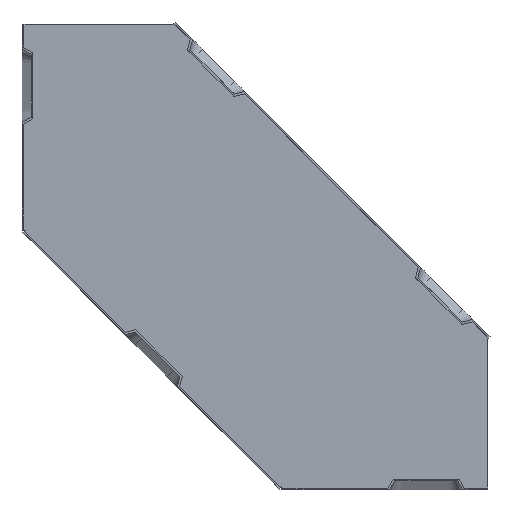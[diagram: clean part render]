
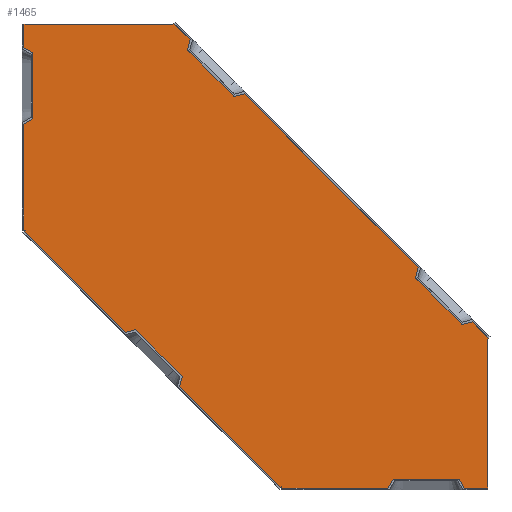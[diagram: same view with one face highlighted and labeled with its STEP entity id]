
A CAD part, front view. The second image highlights one B-rep face of the part: STEP entity #1465.
In plain terms, the highlighted planar face has unit normal (0, -1, 0).
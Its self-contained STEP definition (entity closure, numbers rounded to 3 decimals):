
#46=FACE_OUTER_BOUND('',#118,.T.);
#118=EDGE_LOOP('',(#994,#995,#996,#997,#998,#999,#1000,#1001,#1002,#1003,
#1004,#1005,#1006,#1007));
#249=LINE('',#2135,#419);
#271=LINE('',#2200,#441);
#276=LINE('',#2210,#446);
#277=LINE('',#2212,#447);
#278=LINE('',#2214,#448);
#279=LINE('',#2215,#449);
#280=LINE('',#2217,#450);
#281=LINE('',#2219,#451);
#282=LINE('',#2221,#452);
#283=LINE('',#2223,#453);
#284=LINE('',#2224,#454);
#285=LINE('',#2226,#455);
#286=LINE('',#2228,#456);
#287=LINE('',#2229,#457);
#419=VECTOR('',#1713,10.);
#441=VECTOR('',#1771,10.);
#446=VECTOR('',#1778,10.);
#447=VECTOR('',#1779,10.);
#448=VECTOR('',#1780,10.);
#449=VECTOR('',#1781,10.);
#450=VECTOR('',#1782,10.);
#451=VECTOR('',#1783,10.);
#452=VECTOR('',#1784,10.);
#453=VECTOR('',#1785,10.);
#454=VECTOR('',#1786,10.);
#455=VECTOR('',#1787,10.);
#456=VECTOR('',#1788,10.);
#457=VECTOR('',#1789,10.);
#593=VERTEX_POINT('',#2132);
#594=VERTEX_POINT('',#2134);
#618=VERTEX_POINT('',#2198);
#619=VERTEX_POINT('',#2199);
#622=VERTEX_POINT('',#2208);
#623=VERTEX_POINT('',#2209);
#624=VERTEX_POINT('',#2211);
#625=VERTEX_POINT('',#2213);
#626=VERTEX_POINT('',#2216);
#627=VERTEX_POINT('',#2218);
#628=VERTEX_POINT('',#2220);
#629=VERTEX_POINT('',#2222);
#630=VERTEX_POINT('',#2225);
#631=VERTEX_POINT('',#2227);
#735=EDGE_CURVE('',#593,#594,#249,.T.);
#767=EDGE_CURVE('',#618,#619,#271,.T.);
#772=EDGE_CURVE('',#622,#623,#276,.T.);
#773=EDGE_CURVE('',#624,#623,#277,.T.);
#774=EDGE_CURVE('',#625,#624,#278,.T.);
#775=EDGE_CURVE('',#625,#594,#279,.T.);
#776=EDGE_CURVE('',#593,#626,#280,.T.);
#777=EDGE_CURVE('',#627,#626,#281,.T.);
#778=EDGE_CURVE('',#627,#628,#282,.T.);
#779=EDGE_CURVE('',#628,#629,#283,.T.);
#780=EDGE_CURVE('',#618,#629,#284,.T.);
#781=EDGE_CURVE('',#619,#630,#285,.T.);
#782=EDGE_CURVE('',#631,#630,#286,.T.);
#783=EDGE_CURVE('',#631,#622,#287,.T.);
#994=ORIENTED_EDGE('',*,*,#772,.T.);
#995=ORIENTED_EDGE('',*,*,#773,.F.);
#996=ORIENTED_EDGE('',*,*,#774,.F.);
#997=ORIENTED_EDGE('',*,*,#775,.T.);
#998=ORIENTED_EDGE('',*,*,#735,.F.);
#999=ORIENTED_EDGE('',*,*,#776,.T.);
#1000=ORIENTED_EDGE('',*,*,#777,.F.);
#1001=ORIENTED_EDGE('',*,*,#778,.T.);
#1002=ORIENTED_EDGE('',*,*,#779,.T.);
#1003=ORIENTED_EDGE('',*,*,#780,.F.);
#1004=ORIENTED_EDGE('',*,*,#767,.T.);
#1005=ORIENTED_EDGE('',*,*,#781,.T.);
#1006=ORIENTED_EDGE('',*,*,#782,.F.);
#1007=ORIENTED_EDGE('',*,*,#783,.T.);
#1336=PLANE('',#1576);
#1465=ADVANCED_FACE('',(#46),#1336,.F.);
#1576=AXIS2_PLACEMENT_3D('',#2207,#1776,#1777);
#1713=DIRECTION('',(0.707,0.,-0.707));
#1771=DIRECTION('',(-0.707,0.,-0.707));
#1776=DIRECTION('center_axis',(0.,1.,0.));
#1777=DIRECTION('ref_axis',(0.,0.,1.));
#1778=DIRECTION('',(1.,0.,0.));
#1779=DIRECTION('',(0.,0.,-1.));
#1780=DIRECTION('',(0.,0.,-1.));
#1781=DIRECTION('',(0.707,0.,0.707));
#1782=DIRECTION('',(-0.707,0.,-0.707));
#1783=DIRECTION('',(1.,0.,0.));
#1784=DIRECTION('',(-1.,0.,0.));
#1785=DIRECTION('',(0.,0.,-1.));
#1786=DIRECTION('',(-1.,0.,0.));
#1787=DIRECTION('',(0.707,0.,-0.707));
#1788=DIRECTION('',(-0.707,0.,-0.707));
#1789=DIRECTION('',(0.,0.,-1.));
#2132=CARTESIAN_POINT('',(-50.876,-0.55,51.654));
#2134=CARTESIAN_POINT('',(51.654,-0.55,-50.876));
#2135=CARTESIAN_POINT('',(0.389,-0.55,0.389));
#2198=CARTESIAN_POINT('',(-99.265,-0.55,-15.735));
#2199=CARTESIAN_POINT('',(-99.654,-0.55,-16.124));
#2200=CARTESIAN_POINT('',(-84.301,-0.55,-0.771));
#2207=CARTESIAN_POINT('Origin',(-27.183,-0.55,-27.183));
#2208=CARTESIAN_POINT('',(-15.735,-0.55,-99.815));
#2209=CARTESIAN_POINT('',(51.265,-0.55,-99.815));
#2210=CARTESIAN_POINT('',(-4.709,-0.55,-99.815));
#2211=CARTESIAN_POINT('',(51.265,-0.55,-99.265));
#2212=CARTESIAN_POINT('',(51.265,-0.55,-63.774));
#2213=CARTESIAN_POINT('',(51.265,-0.55,-51.265));
#2214=CARTESIAN_POINT('',(51.265,-0.55,-51.265));
#2215=CARTESIAN_POINT('',(37.868,-0.55,-64.663));
#2216=CARTESIAN_POINT('',(-51.265,-0.55,51.265));
#2217=CARTESIAN_POINT('',(-64.468,-0.55,38.062));
#2218=CARTESIAN_POINT('',(-99.265,-0.55,51.265));
#2219=CARTESIAN_POINT('',(-99.265,-0.55,51.265));
#2220=CARTESIAN_POINT('',(-99.815,-0.55,51.265));
#2221=CARTESIAN_POINT('',(-63.499,-0.55,51.265));
#2222=CARTESIAN_POINT('',(-99.815,-0.55,-15.735));
#2223=CARTESIAN_POINT('',(-99.815,-0.55,-4.709));
#2224=CARTESIAN_POINT('',(-63.774,-0.55,-15.735));
#2225=CARTESIAN_POINT('',(-16.124,-0.55,-99.654));
#2226=CARTESIAN_POINT('',(-57.889,-0.55,-57.889));
#2227=CARTESIAN_POINT('',(-15.735,-0.55,-99.265));
#2228=CARTESIAN_POINT('',(-0.965,-0.55,-84.496));
#2229=CARTESIAN_POINT('',(-15.735,-0.55,-63.499));
